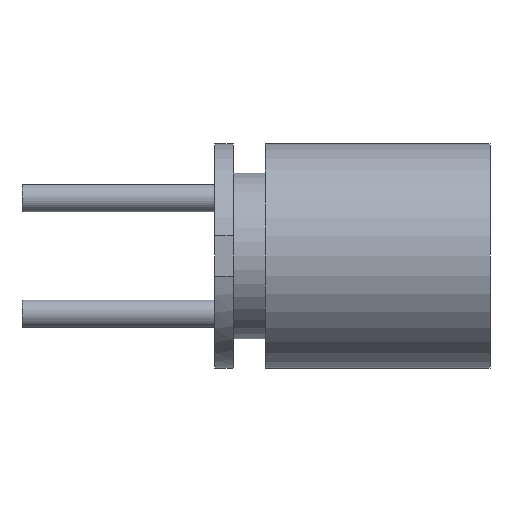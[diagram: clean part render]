
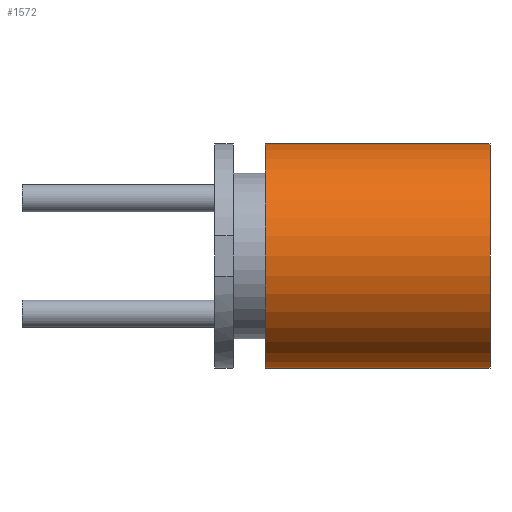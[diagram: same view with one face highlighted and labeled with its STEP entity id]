
A CAD part, front view. The second image highlights one B-rep face of the part: STEP entity #1572.
In plain terms, the highlighted cylindrical face has radius 2.1 mm (diameter 4.2 mm), a partial arc.
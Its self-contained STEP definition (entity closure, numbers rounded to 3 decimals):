
#99 = CARTESIAN_POINT ( 'NONE',  ( 0., 0., -4.2 ) ) ;
#134 = EDGE_CURVE ( 'NONE', #2319, #776, #1963, .T. ) ;
#180 = AXIS2_PLACEMENT_3D ( 'NONE', #364, #1471, #2054 ) ;
#199 = DIRECTION ( 'NONE',  ( 0., 0., 1. ) ) ;
#269 = DIRECTION ( 'NONE',  ( 0., 0., 1. ) ) ;
#351 = EDGE_CURVE ( 'NONE', #776, #2078, #1393, .T. ) ;
#364 = CARTESIAN_POINT ( 'NONE',  ( 0., 0., -4.2 ) ) ;
#370 = CIRCLE ( 'NONE', #1339, 2.1 ) ;
#433 = CARTESIAN_POINT ( 'NONE',  ( 2.1, 0., -4.2 ) ) ;
#449 = ORIENTED_EDGE ( 'NONE', *, *, #351, .T. ) ;
#533 = CARTESIAN_POINT ( 'NONE',  ( -2.1, 0., 0. ) ) ;
#592 = CARTESIAN_POINT ( 'NONE',  ( 2.1, 0., -4.2 ) ) ;
#660 = ORIENTED_EDGE ( 'NONE', *, *, #1919, .F. ) ;
#757 = FACE_OUTER_BOUND ( 'NONE', #1938, .T. ) ;
#776 = VERTEX_POINT ( 'NONE', #592 ) ;
#780 = CARTESIAN_POINT ( 'NONE',  ( 0., 0., 0. ) ) ;
#998 = ORIENTED_EDGE ( 'NONE', *, *, #134, .T. ) ;
#1118 = ORIENTED_EDGE ( 'NONE', *, *, #2245, .F. ) ;
#1237 = VERTEX_POINT ( 'NONE', #533 ) ;
#1251 = CYLINDRICAL_SURFACE ( 'NONE', #2263, 2.1 ) ;
#1339 = AXIS2_PLACEMENT_3D ( 'NONE', #780, #1698, #1710 ) ;
#1393 = LINE ( 'NONE', #433, #1848 ) ;
#1397 = DIRECTION ( 'NONE',  ( 1., 0., 0. ) ) ;
#1456 = LINE ( 'NONE', #2273, #2417 ) ;
#1471 = DIRECTION ( 'NONE',  ( 0., 0., 1. ) ) ;
#1572 = ADVANCED_FACE ( 'NONE', ( #757 ), #1251, .T. ) ;
#1698 = DIRECTION ( 'NONE',  ( 0., 0., 1. ) ) ;
#1710 = DIRECTION ( 'NONE',  ( 1., 0., 0. ) ) ;
#1795 = CARTESIAN_POINT ( 'NONE',  ( 2.1, 0., 0. ) ) ;
#1848 = VECTOR ( 'NONE', #199, 1000. ) ;
#1896 = CARTESIAN_POINT ( 'NONE',  ( -2.1, 0., -4.2 ) ) ;
#1919 = EDGE_CURVE ( 'NONE', #2319, #1237, #1456, .T. ) ;
#1938 = EDGE_LOOP ( 'NONE', ( #660, #998, #449, #1118 ) ) ;
#1963 = CIRCLE ( 'NONE', #180, 2.1 ) ;
#2049 = DIRECTION ( 'NONE',  ( 0., 0., 1. ) ) ;
#2054 = DIRECTION ( 'NONE',  ( 1., 0., 0. ) ) ;
#2078 = VERTEX_POINT ( 'NONE', #1795 ) ;
#2245 = EDGE_CURVE ( 'NONE', #1237, #2078, #370, .T. ) ;
#2263 = AXIS2_PLACEMENT_3D ( 'NONE', #99, #269, #1397 ) ;
#2273 = CARTESIAN_POINT ( 'NONE',  ( -2.1, 0., -4.2 ) ) ;
#2319 = VERTEX_POINT ( 'NONE', #1896 ) ;
#2417 = VECTOR ( 'NONE', #2049, 1000. ) ;
